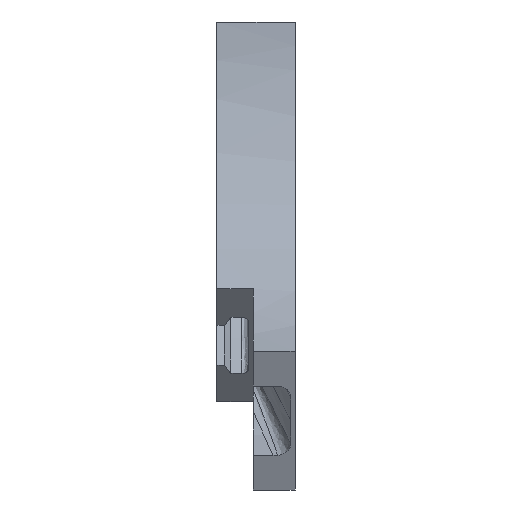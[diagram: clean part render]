
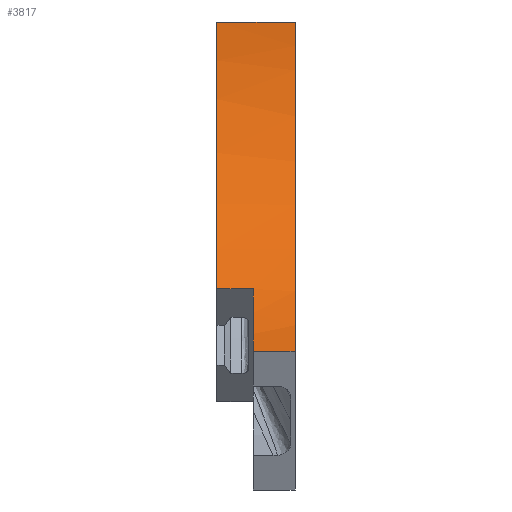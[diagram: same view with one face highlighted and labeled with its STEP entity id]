
A CAD part, left-side view. The second image highlights one B-rep face of the part: STEP entity #3817.
In plain terms, the highlighted free-form (B-spline) face has degree [2, 1] with [3, 2] control points.
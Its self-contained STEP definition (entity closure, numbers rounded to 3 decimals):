
#3043 = VERTEX_POINT('',#3044);
#3044 = CARTESIAN_POINT('',(13.102,45.864,
    161.956));
#3049 = EDGE_CURVE('',#3043,#3050,#3052,.T.);
#3050 = VERTEX_POINT('',#3051);
#3051 = CARTESIAN_POINT('',(13.102,0.,161.956));
#3052 = B_SPLINE_CURVE_WITH_KNOTS('',1,(#3053,#3054),.UNSPECIFIED.,.F.,
  .F.,(2,2),(273.8,309.8),.PIECEWISE_BEZIER_KNOTS.);
#3053 = CARTESIAN_POINT('',(13.102,45.864,
    161.956));
#3054 = CARTESIAN_POINT('',(13.102,0.,161.956));
#3149 = VERTEX_POINT('',#3150);
#3150 = CARTESIAN_POINT('',(-56.682,45.864,
    5.405));
#3155 = EDGE_CURVE('',#3149,#3043,#3156,.T.);
#3156 = ( BOUNDED_CURVE() B_SPLINE_CURVE(2,(#3157,#3158,#3159),
.UNSPECIFIED.,.F.,.F.) B_SPLINE_CURVE_WITH_KNOTS((3,3),(3.874,
4.712),.PIECEWISE_BEZIER_KNOTS.) CURVE() 
GEOMETRIC_REPRESENTATION_ITEM() RATIONAL_B_SPLINE_CURVE((1.,
0.913,1.)) REPRESENTATION_ITEM('') );
#3157 = CARTESIAN_POINT('',(-56.682,45.864,
    5.405));
#3158 = CARTESIAN_POINT('',(13.102,45.864,
    68.128));
#3159 = CARTESIAN_POINT('',(13.102,45.864,
    161.956));
#3325 = VERTEX_POINT('',#3326);
#3326 = CARTESIAN_POINT('',(-113.395,0.,-31.051));
#3331 = EDGE_CURVE('',#3332,#3325,#3334,.T.);
#3332 = VERTEX_POINT('',#3333);
#3333 = CARTESIAN_POINT('',(-113.395,24.588,
    -31.051));
#3334 = B_SPLINE_CURVE_WITH_KNOTS('',1,(#3335,#3336),.UNSPECIFIED.,.F.,
  .F.,(2,2),(290.5,309.8),.PIECEWISE_BEZIER_KNOTS.);
#3335 = CARTESIAN_POINT('',(-113.395,24.588,
    -31.051));
#3336 = CARTESIAN_POINT('',(-113.395,0.,-31.051));
#3817 = ADVANCED_FACE('',(#3818),#3842,.F.);
#3818 = FACE_BOUND('',#3819,.F.);
#3819 = EDGE_LOOP('',(#3820,#3821,#3827,#3828,#3836,#3841));
#3820 = ORIENTED_EDGE('',*,*,#3049,.T.);
#3821 = ORIENTED_EDGE('',*,*,#3822,.F.);
#3822 = EDGE_CURVE('',#3325,#3050,#3823,.T.);
#3823 = ( BOUNDED_CURVE() B_SPLINE_CURVE(2,(#3824,#3825,#3826),
.UNSPECIFIED.,.F.,.F.) B_SPLINE_CURVE_WITH_KNOTS((3,3),(3.552,
4.712),.PIECEWISE_BEZIER_KNOTS.) CURVE() 
GEOMETRIC_REPRESENTATION_ITEM() RATIONAL_B_SPLINE_CURVE((1.,
0.836,1.)) REPRESENTATION_ITEM('') );
#3824 = CARTESIAN_POINT('',(-113.395,0.,-31.051));
#3825 = CARTESIAN_POINT('',(13.102,0.,24.));
#3826 = CARTESIAN_POINT('',(13.102,0.,161.956));
#3827 = ORIENTED_EDGE('',*,*,#3331,.F.);
#3828 = ORIENTED_EDGE('',*,*,#3829,.T.);
#3829 = EDGE_CURVE('',#3332,#3830,#3832,.T.);
#3830 = VERTEX_POINT('',#3831);
#3831 = CARTESIAN_POINT('',(-56.682,24.588,
    5.405));
#3832 = ( BOUNDED_CURVE() B_SPLINE_CURVE(2,(#3833,#3834,#3835),
.UNSPECIFIED.,.F.,.F.) B_SPLINE_CURVE_WITH_KNOTS((3,3),(3.552,
3.874),.PIECEWISE_BEZIER_KNOTS.) CURVE() 
GEOMETRIC_REPRESENTATION_ITEM() RATIONAL_B_SPLINE_CURVE((1.,
0.987,1.)) REPRESENTATION_ITEM('') );
#3833 = CARTESIAN_POINT('',(-113.395,24.588,
    -31.051));
#3834 = CARTESIAN_POINT('',(-82.081,24.588,
    -17.423));
#3835 = CARTESIAN_POINT('',(-56.682,24.588,
    5.405));
#3836 = ORIENTED_EDGE('',*,*,#3837,.T.);
#3837 = EDGE_CURVE('',#3830,#3149,#3838,.T.);
#3838 = B_SPLINE_CURVE_WITH_KNOTS('',1,(#3839,#3840),.UNSPECIFIED.,.F.,
  .F.,(2,2),(0.,16.7),.PIECEWISE_BEZIER_KNOTS.);
#3839 = CARTESIAN_POINT('',(-56.682,24.588,
    5.405));
#3840 = CARTESIAN_POINT('',(-56.682,45.864,
    5.405));
#3841 = ORIENTED_EDGE('',*,*,#3155,.T.);
#3842 = ( BOUNDED_SURFACE() B_SPLINE_SURFACE(2,1,(
    (#3843,#3844)
    ,(#3845,#3846)
    ,(#3847,#3848
)),.UNSPECIFIED.,.F.,.F.,.F.) B_SPLINE_SURFACE_WITH_KNOTS((3,3),(2,2),(
    0.41,1.571),(273.8,309.8),
.PIECEWISE_BEZIER_KNOTS.) GEOMETRIC_REPRESENTATION_ITEM() 
RATIONAL_B_SPLINE_SURFACE((
    (1.,1.)
    ,(0.836,0.836)
,(1.,1.))) REPRESENTATION_ITEM('') SURFACE() );
#3843 = CARTESIAN_POINT('',(-113.395,45.864,
    -31.051));
#3844 = CARTESIAN_POINT('',(-113.395,0.,-31.051));
#3845 = CARTESIAN_POINT('',(13.102,45.864,
    24.));
#3846 = CARTESIAN_POINT('',(13.102,0.,24.));
#3847 = CARTESIAN_POINT('',(13.102,45.864,
    161.956));
#3848 = CARTESIAN_POINT('',(13.102,0.,161.956));
